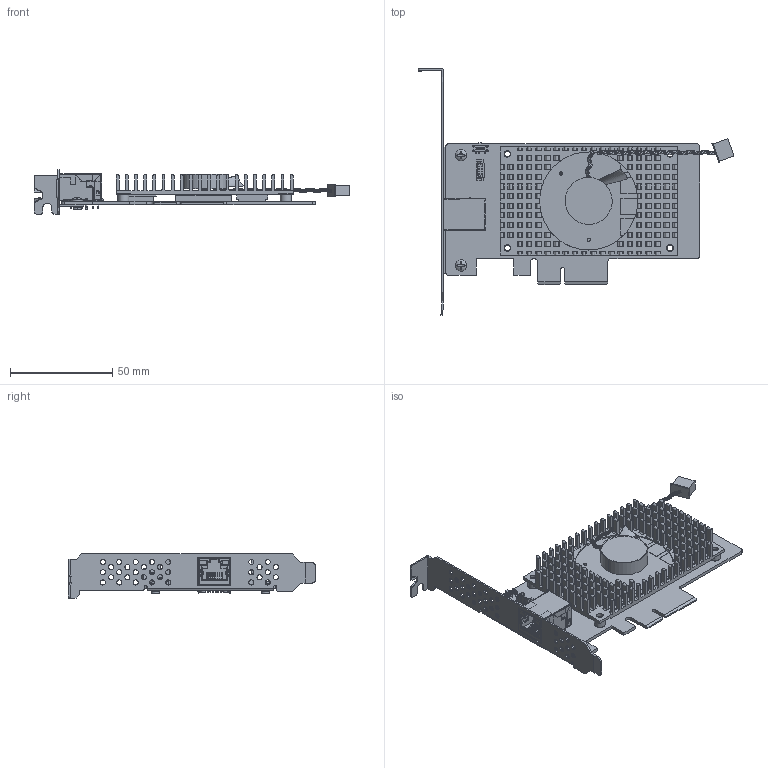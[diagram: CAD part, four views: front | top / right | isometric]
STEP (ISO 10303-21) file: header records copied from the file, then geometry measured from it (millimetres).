
FILE_DESCRIPTION((''),'2;1');
FILE_NAME('0-DH3-RDI000072-0001_SW0001','2024-05-31T16:35:41',('303992'),(''),'CREO PARAMETRIC BY PTC INC, 2020184','CREO PARAMETRIC BY PTC INC, 2020184','');
FILE_SCHEMA(('CONFIG_CONTROL_DESIGN','SHAPE_APPEARANCE_LAYERS_GROUPS'));
Products named in the file (1): 0-DH3-RDI000072-0001_SW0001
Bounding box: 154.46 x 120.78 x 21.59 mm (x, y, z)
Volume: 33755.3 mm3; surface area: 47030 mm2
Topology: 6 solids, 7 shells, 4168 faces, 12034 edges, 7904 vertices
Faces by surface type: plane 3002, cylinder 991, bspline 89, torus 34, sphere 34, cone 18
Entity records: 213784 total; most frequent: CARTESIAN_POINT 41208, ORIENTED_EDGE 24064, DIRECTION 21861, PRESENTATION_STYLE_ASSIGNMENT 14818, STYLED_ITEM 12154, CURVE_STYLE 12032, EDGE_CURVE 12032, VECTOR 9473
